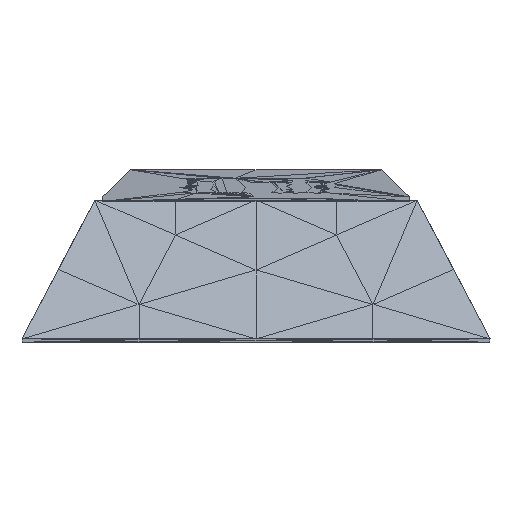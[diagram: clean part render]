
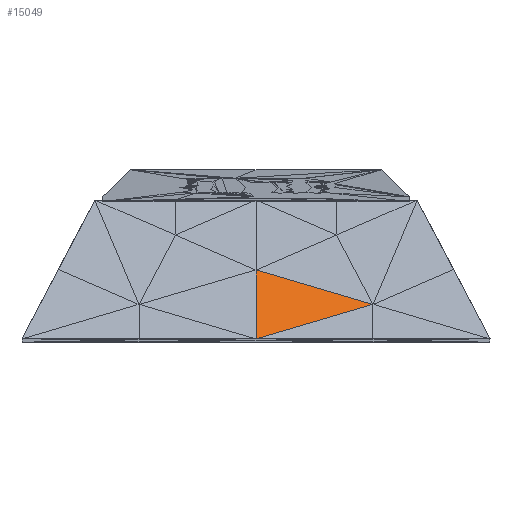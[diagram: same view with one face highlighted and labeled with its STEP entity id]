
A CAD part, left-side view. The second image highlights one B-rep face of the part: STEP entity #15049.
In plain terms, the highlighted planar face has unit normal (-0.816, 0, 0.578).
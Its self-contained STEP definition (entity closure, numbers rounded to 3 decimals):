
#653=FACE_OUTER_BOUND('',#1801,.T.);
#1801=EDGE_LOOP('',(#11159,#11160,#11161));
#3297=LINE('',#22959,#5316);
#3428=LINE('',#23202,#5447);
#3524=LINE('',#23381,#5543);
#5316=VECTOR('',#18721,10.);
#5447=VECTOR('',#18982,10.);
#5543=VECTOR('',#19196,10.);
#6790=VERTEX_POINT('',#22953);
#6791=VERTEX_POINT('',#22957);
#6837=VERTEX_POINT('',#23194);
#8186=EDGE_CURVE('',#6790,#6791,#3297,.T.);
#8317=EDGE_CURVE('',#6837,#6791,#3428,.T.);
#8413=EDGE_CURVE('',#6790,#6837,#3524,.T.);
#11159=ORIENTED_EDGE('',*,*,#8317,.T.);
#11160=ORIENTED_EDGE('',*,*,#8186,.F.);
#11161=ORIENTED_EDGE('',*,*,#8413,.T.);
#13901=PLANE('',#16211);
#15049=ADVANCED_FACE('',(#653),#13901,.T.);
#16211=AXIS2_PLACEMENT_3D('',#23380,#19194,#19195);
#18721=DIRECTION('',(-0.196,-0.941,-0.277));
#18982=DIRECTION('',(0.196,-0.941,0.277));
#19194=DIRECTION('center_axis',(-0.816,0.,
0.578));
#19195=DIRECTION('ref_axis',(0.578,0.,0.816));
#19196=DIRECTION('',(-0.578,0.,-0.816));
#22953=CARTESIAN_POINT('',(20.082,96.3,29.764));
#22957=CARTESIAN_POINT('',(10.04,48.152,15.59));
#22959=CARTESIAN_POINT('',(20.082,96.3,29.764));
#23194=CARTESIAN_POINT('',(0.,96.3,1.412));
#23202=CARTESIAN_POINT('',(0.,96.3,1.412));
#23380=CARTESIAN_POINT('Origin',(20.082,96.3,29.764));
#23381=CARTESIAN_POINT('',(20.082,96.3,29.764));
